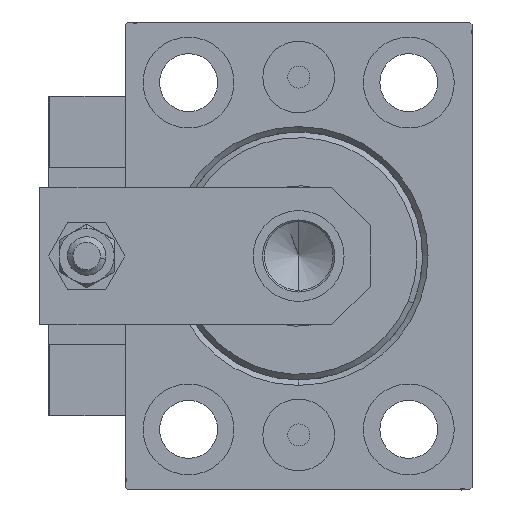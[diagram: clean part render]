
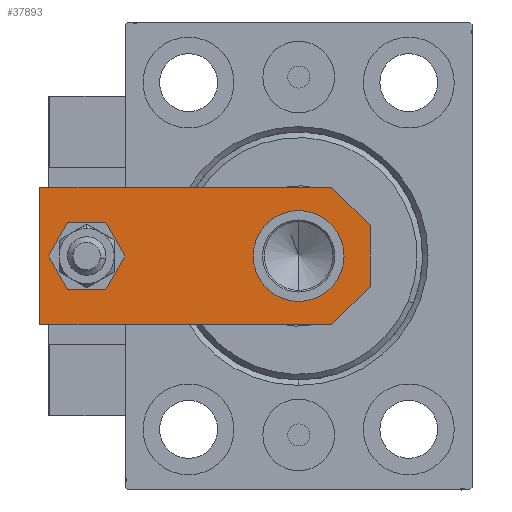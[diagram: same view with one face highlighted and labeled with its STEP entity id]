
A CAD part, left-side view. The second image highlights one B-rep face of the part: STEP entity #37893.
In plain terms, the highlighted face is planar.
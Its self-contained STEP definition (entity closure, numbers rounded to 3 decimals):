
#117 = CARTESIAN_POINT ( 'NONE',  ( 12.5, 7., 6. ) ) ;
#1210 = CARTESIAN_POINT ( 'NONE',  ( -12.5, 60., 6. ) ) ;
#1668 = ORIENTED_EDGE ( 'NONE', *, *, #13656, .T. ) ;
#2095 = CARTESIAN_POINT ( 'NONE',  ( 12.5, 0., 6. ) ) ;
#3356 = EDGE_CURVE ( 'NONE', #28330, #47101, #44264, .T. ) ;
#3892 = DIRECTION ( 'NONE',  ( 0.707, -0.707, 0. ) ) ;
#4664 = EDGE_CURVE ( 'NONE', #28406, #28330, #35827, .T. ) ;
#4858 = EDGE_LOOP ( 'NONE', ( #36026, #29999 ) ) ;
#4948 = CIRCLE ( 'NONE', #33575, 4. ) ;
#5027 = ORIENTED_EDGE ( 'NONE', *, *, #16407, .T. ) ;
#5116 = EDGE_CURVE ( 'NONE', #13952, #37968, #43657, .T. ) ;
#6103 = CIRCLE ( 'NONE', #20864, 8.25 ) ;
#7030 = CARTESIAN_POINT ( 'NONE',  ( -8.25, 13., 6. ) ) ;
#8092 = LINE ( 'NONE', #23472, #46469 ) ;
#8864 = DIRECTION ( 'NONE',  ( 0., 1., 0. ) ) ;
#8927 = VECTOR ( 'NONE', #24179, 1000. ) ;
#9159 = DIRECTION ( 'NONE',  ( 0., -1., 0. ) ) ;
#9160 = CARTESIAN_POINT ( 'NONE',  ( 0., 0., 6. ) ) ;
#9736 = ORIENTED_EDGE ( 'NONE', *, *, #24372, .F. ) ;
#9954 = VERTEX_POINT ( 'NONE', #7030 ) ;
#11165 = CARTESIAN_POINT ( 'NONE',  ( 8.25, 13., 6. ) ) ;
#12755 = PLANE ( 'NONE',  #38845 ) ;
#13118 = VECTOR ( 'NONE', #3892, 1000. ) ;
#13383 = ORIENTED_EDGE ( 'NONE', *, *, #45574, .F. ) ;
#13656 = EDGE_CURVE ( 'NONE', #37968, #33700, #8092, .T. ) ;
#13952 = VERTEX_POINT ( 'NONE', #50604 ) ;
#13996 = CARTESIAN_POINT ( 'NONE',  ( -4., 51.5, 6. ) ) ;
#14495 = VECTOR ( 'NONE', #8864, 1000. ) ;
#15232 = EDGE_LOOP ( 'NONE', ( #13383, #9736 ) ) ;
#15991 = CARTESIAN_POINT ( 'NONE',  ( 12.5, 60., 6. ) ) ;
#16407 = EDGE_CURVE ( 'NONE', #33700, #28406, #28077, .T. ) ;
#17350 = FACE_BOUND ( 'NONE', #4858, .T. ) ;
#19497 = VECTOR ( 'NONE', #9159, 1000. ) ;
#19796 = CARTESIAN_POINT ( 'NONE',  ( -2.75, -2.75, 6. ) ) ;
#19810 = AXIS2_PLACEMENT_3D ( 'NONE', #43355, #31298, #31039 ) ;
#20416 = VECTOR ( 'NONE', #44039, 1000. ) ;
#20443 = FACE_OUTER_BOUND ( 'NONE', #47551, .T. ) ;
#20864 = AXIS2_PLACEMENT_3D ( 'NONE', #43364, #40304, #47477 ) ;
#22313 = DIRECTION ( 'NONE',  ( 1., 0., 0. ) ) ;
#22628 = EDGE_CURVE ( 'NONE', #47101, #13952, #50563, .T. ) ;
#22962 = AXIS2_PLACEMENT_3D ( 'NONE', #38600, #25796, #41433 ) ;
#23472 = CARTESIAN_POINT ( 'NONE',  ( 2.75, -2.75, 6. ) ) ;
#24179 = DIRECTION ( 'NONE',  ( 1., 0., 0. ) ) ;
#24299 = CARTESIAN_POINT ( 'NONE',  ( -12.5, 7., 6. ) ) ;
#24372 = EDGE_CURVE ( 'NONE', #42267, #35082, #4948, .T. ) ;
#24436 = CARTESIAN_POINT ( 'NONE',  ( -12.5, 0., 6. ) ) ;
#24654 = ORIENTED_EDGE ( 'NONE', *, *, #4664, .T. ) ;
#24792 = FACE_BOUND ( 'NONE', #15232, .T. ) ;
#25277 = DIRECTION ( 'NONE',  ( 0., 0., 1. ) ) ;
#25796 = DIRECTION ( 'NONE',  ( 0., 0., 1. ) ) ;
#27891 = CARTESIAN_POINT ( 'NONE',  ( 4., 51.5, 6. ) ) ;
#28073 = EDGE_CURVE ( 'NONE', #9954, #30273, #33612, .T. ) ;
#28077 = LINE ( 'NONE', #2095, #14495 ) ;
#28330 = VERTEX_POINT ( 'NONE', #30827 ) ;
#28406 = VERTEX_POINT ( 'NONE', #15991 ) ;
#29999 = ORIENTED_EDGE ( 'NONE', *, *, #37552, .F. ) ;
#30273 = VERTEX_POINT ( 'NONE', #11165 ) ;
#30827 = CARTESIAN_POINT ( 'NONE',  ( -12.5, 60., 6. ) ) ;
#31039 = DIRECTION ( 'NONE',  ( 1., 0., 0. ) ) ;
#31298 = DIRECTION ( 'NONE',  ( 0., 0., 1. ) ) ;
#33575 = AXIS2_PLACEMENT_3D ( 'NONE', #35030, #50707, #22313 ) ;
#33612 = CIRCLE ( 'NONE', #22962, 8.25 ) ;
#33700 = VERTEX_POINT ( 'NONE', #117 ) ;
#35030 = CARTESIAN_POINT ( 'NONE',  ( 0., 51.5, 6. ) ) ;
#35082 = VERTEX_POINT ( 'NONE', #13996 ) ;
#35827 = LINE ( 'NONE', #43532, #20416 ) ;
#36026 = ORIENTED_EDGE ( 'NONE', *, *, #28073, .F. ) ;
#36147 = CIRCLE ( 'NONE', #19810, 4. ) ;
#37552 = EDGE_CURVE ( 'NONE', #30273, #9954, #6103, .T. ) ;
#37573 = ORIENTED_EDGE ( 'NONE', *, *, #5116, .T. ) ;
#37893 = ADVANCED_FACE ( 'NONE', ( #24792, #20443, #17350 ), #12755, .T. ) ;
#37968 = VERTEX_POINT ( 'NONE', #47862 ) ;
#38600 = CARTESIAN_POINT ( 'NONE',  ( 0., 13., 6. ) ) ;
#38845 = AXIS2_PLACEMENT_3D ( 'NONE', #9160, #25277, #43761 ) ;
#40304 = DIRECTION ( 'NONE',  ( 0., 0., 1. ) ) ;
#41433 = DIRECTION ( 'NONE',  ( 1., 0., 0. ) ) ;
#42267 = VERTEX_POINT ( 'NONE', #27891 ) ;
#43355 = CARTESIAN_POINT ( 'NONE',  ( 0., 51.5, 6. ) ) ;
#43364 = CARTESIAN_POINT ( 'NONE',  ( 0., 13., 6. ) ) ;
#43532 = CARTESIAN_POINT ( 'NONE',  ( 12.5, 60., 6. ) ) ;
#43657 = LINE ( 'NONE', #24436, #8927 ) ;
#43761 = DIRECTION ( 'NONE',  ( 1., 0., 0. ) ) ;
#44039 = DIRECTION ( 'NONE',  ( -1., 0., 0. ) ) ;
#44264 = LINE ( 'NONE', #1210, #19497 ) ;
#45574 = EDGE_CURVE ( 'NONE', #35082, #42267, #36147, .T. ) ;
#45593 = ORIENTED_EDGE ( 'NONE', *, *, #22628, .T. ) ;
#46469 = VECTOR ( 'NONE', #46799, 1000. ) ;
#46799 = DIRECTION ( 'NONE',  ( 0.707, 0.707, 0. ) ) ;
#47101 = VERTEX_POINT ( 'NONE', #24299 ) ;
#47477 = DIRECTION ( 'NONE',  ( 1., 0., 0. ) ) ;
#47551 = EDGE_LOOP ( 'NONE', ( #48249, #45593, #37573, #1668, #5027, #24654 ) ) ;
#47862 = CARTESIAN_POINT ( 'NONE',  ( 5.5, 0., 6. ) ) ;
#48249 = ORIENTED_EDGE ( 'NONE', *, *, #3356, .T. ) ;
#50563 = LINE ( 'NONE', #19796, #13118 ) ;
#50604 = CARTESIAN_POINT ( 'NONE',  ( -5.5, 0., 6. ) ) ;
#50707 = DIRECTION ( 'NONE',  ( 0., 0., 1. ) ) ;
